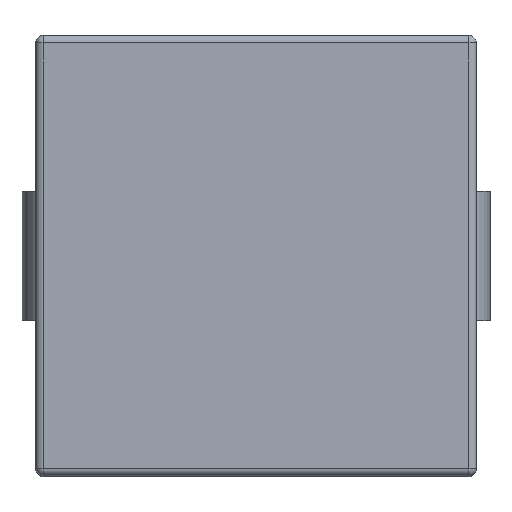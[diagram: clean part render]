
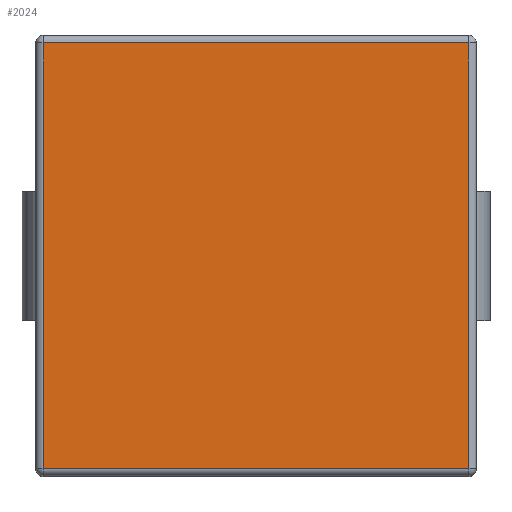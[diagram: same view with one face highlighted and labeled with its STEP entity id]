
A CAD part, top view. The second image highlights one B-rep face of the part: STEP entity #2024.
In plain terms, the highlighted face is planar.
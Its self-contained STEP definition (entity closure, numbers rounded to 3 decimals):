
#141=LINE('',#2930,#259);
#144=LINE('',#2937,#262);
#154=LINE('',#2977,#272);
#157=LINE('',#2983,#275);
#259=VECTOR('',#2459,1000.);
#262=VECTOR('',#2466,1000.);
#272=VECTOR('',#2512,1000.);
#275=VECTOR('',#2519,1000.);
#328=PLANE('',#2189);
#664=ORIENTED_EDGE('',*,*,#938,.F.);
#665=ORIENTED_EDGE('',*,*,#934,.F.);
#666=ORIENTED_EDGE('',*,*,#958,.F.);
#667=ORIENTED_EDGE('',*,*,#962,.F.);
#934=EDGE_CURVE('',#1096,#1090,#141,.T.);
#938=EDGE_CURVE('',#1090,#1098,#144,.T.);
#958=EDGE_CURVE('',#1109,#1096,#154,.T.);
#962=EDGE_CURVE('',#1098,#1109,#157,.T.);
#1090=VERTEX_POINT('',#2908);
#1096=VERTEX_POINT('',#2929);
#1098=VERTEX_POINT('',#2935);
#1109=VERTEX_POINT('',#2975);
#1204=EDGE_LOOP('',(#664,#665,#666,#667));
#1294=FACE_BOUND('',#1204,.T.);
#2024=ADVANCED_FACE('',(#1294),#328,.F.);
#2189=AXIS2_PLACEMENT_3D('',#3015,#2566,#2567);
#2459=DIRECTION('',(1.,0.,0.));
#2466=DIRECTION('',(0.,1.,0.));
#2512=DIRECTION('',(0.,-1.,0.));
#2519=DIRECTION('',(-1.,0.,0.));
#2566=DIRECTION('',(0.,0.,1.));
#2567=DIRECTION('',(1.,0.,0.));
#2908=CARTESIAN_POINT('',(1.4,-1.4,-1.1));
#2929=CARTESIAN_POINT('',(-1.4,-1.4,-1.1));
#2930=CARTESIAN_POINT('',(-1.45,-1.4,-1.1));
#2935=CARTESIAN_POINT('',(1.4,1.4,-1.1));
#2937=CARTESIAN_POINT('',(1.4,-1.45,-1.1));
#2975=CARTESIAN_POINT('',(-1.4,1.4,-1.1));
#2977=CARTESIAN_POINT('',(-1.4,-1.45,-1.1));
#2983=CARTESIAN_POINT('',(-1.45,1.4,-1.1));
#3015=CARTESIAN_POINT('',(-1.45,-1.45,-1.1));
